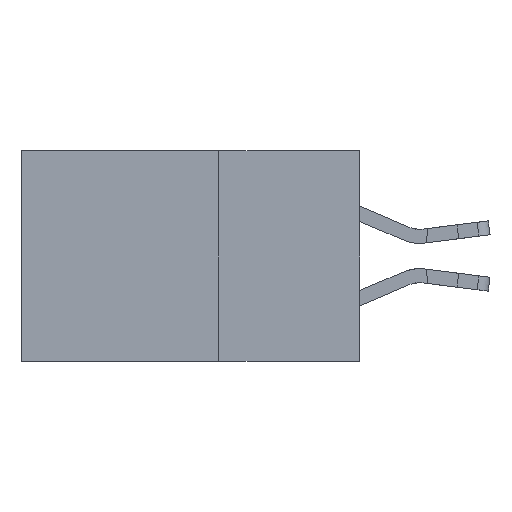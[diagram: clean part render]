
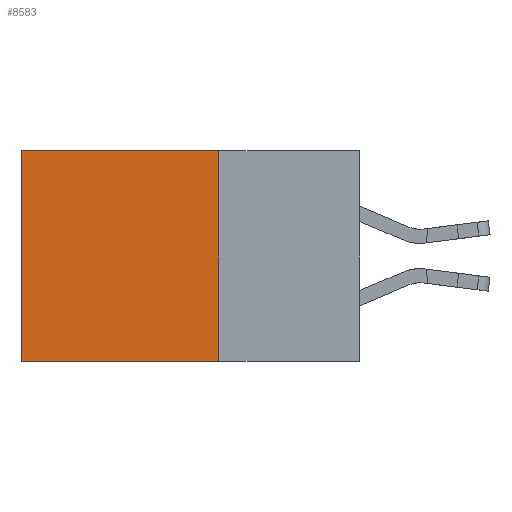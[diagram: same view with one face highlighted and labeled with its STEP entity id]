
A CAD part, left-side view. The second image highlights one B-rep face of the part: STEP entity #8583.
In plain terms, the highlighted planar face has unit normal (-1, 0, 0).
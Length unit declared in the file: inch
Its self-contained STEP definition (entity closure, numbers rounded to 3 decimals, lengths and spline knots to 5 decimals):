
#337 = DIRECTION ( 'NONE',  ( 0., 1., 0. ) ) ;
#568 = CARTESIAN_POINT ( 'NONE',  ( 0.2875, 0.25, 0. ) ) ;
#1756 = CARTESIAN_POINT ( 'NONE',  ( 0.2875, 0.6, -0.375 ) ) ;
#2026 = LINE ( 'NONE', #6631, #6814 ) ;
#2460 = EDGE_CURVE ( 'NONE', #10203, #9800, #14619, .T. ) ;
#2716 = CARTESIAN_POINT ( 'NONE',  ( 0.2875, 0.25, 0. ) ) ;
#2739 = AXIS2_PLACEMENT_3D ( 'NONE', #5337, #17230, #14569 ) ;
#3209 = VERTEX_POINT ( 'NONE', #2716 ) ;
#3921 = PLANE ( 'NONE',  #2739 ) ;
#4015 = DIRECTION ( 'NONE',  ( 0., 0., -1. ) ) ;
#4651 = EDGE_CURVE ( 'NONE', #3209, #10203, #6630, .T. ) ;
#5337 = CARTESIAN_POINT ( 'NONE',  ( 0.2875, 0.25, -0.375 ) ) ;
#5673 = VECTOR ( 'NONE', #16140, 39.37008 ) ;
#6396 = ORIENTED_EDGE ( 'NONE', *, *, #4651, .T. ) ;
#6630 = LINE ( 'NONE', #568, #8085 ) ;
#6631 = CARTESIAN_POINT ( 'NONE',  ( 0.2875, 0.25, -0.375 ) ) ;
#6710 = CARTESIAN_POINT ( 'NONE',  ( 0.2875, 0.6, -0.375 ) ) ;
#6814 = VECTOR ( 'NONE', #4015, 39.37008 ) ;
#6915 = ORIENTED_EDGE ( 'NONE', *, *, #16134, .F. ) ;
#8085 = VECTOR ( 'NONE', #9869, 39.37008 ) ;
#8583 = ADVANCED_FACE ( 'NONE', ( #15431 ), #3921, .F. ) ;
#9161 = CARTESIAN_POINT ( 'NONE',  ( 0.2875, 0.6, 0. ) ) ;
#9800 = VERTEX_POINT ( 'NONE', #1756 ) ;
#9850 = EDGE_LOOP ( 'NONE', ( #14098, #6915, #17225, #6396 ) ) ;
#9869 = DIRECTION ( 'NONE',  ( 0., 1., 0. ) ) ;
#10203 = VERTEX_POINT ( 'NONE', #9161 ) ;
#10333 = LINE ( 'NONE', #13386, #16613 ) ;
#12062 = EDGE_CURVE ( 'NONE', #3209, #13205, #2026, .T. ) ;
#13205 = VERTEX_POINT ( 'NONE', #15739 ) ;
#13386 = CARTESIAN_POINT ( 'NONE',  ( 0.2875, 0.25, -0.375 ) ) ;
#14098 = ORIENTED_EDGE ( 'NONE', *, *, #2460, .T. ) ;
#14569 = DIRECTION ( 'NONE',  ( 0., 0., -1. ) ) ;
#14619 = LINE ( 'NONE', #6710, #5673 ) ;
#15431 = FACE_OUTER_BOUND ( 'NONE', #9850, .T. ) ;
#15739 = CARTESIAN_POINT ( 'NONE',  ( 0.2875, 0.25, -0.375 ) ) ;
#16134 = EDGE_CURVE ( 'NONE', #13205, #9800, #10333, .T. ) ;
#16140 = DIRECTION ( 'NONE',  ( 0., 0., -1. ) ) ;
#16613 = VECTOR ( 'NONE', #337, 39.37008 ) ;
#17225 = ORIENTED_EDGE ( 'NONE', *, *, #12062, .F. ) ;
#17230 = DIRECTION ( 'NONE',  ( 1., 0., 0. ) ) ;
